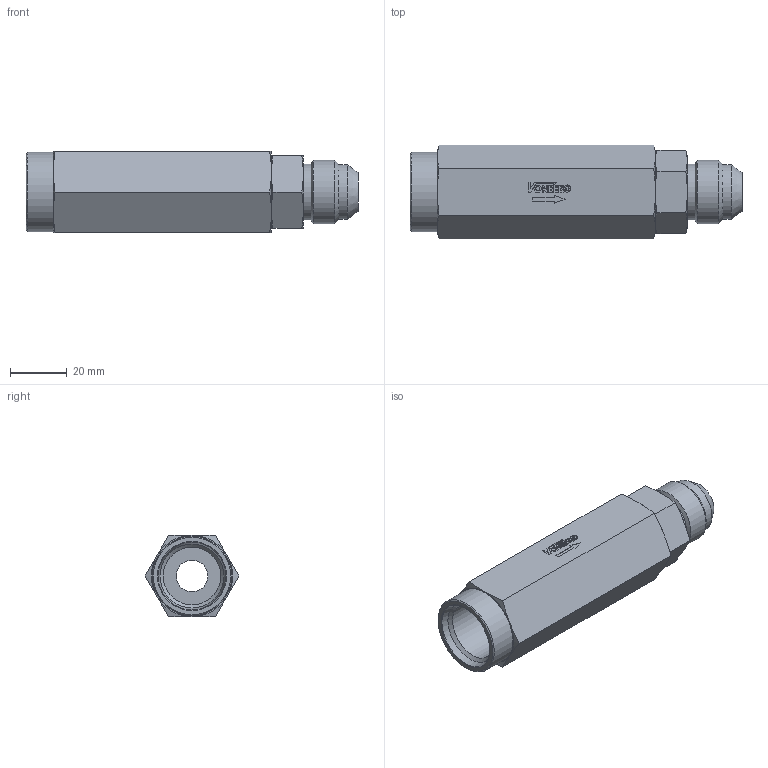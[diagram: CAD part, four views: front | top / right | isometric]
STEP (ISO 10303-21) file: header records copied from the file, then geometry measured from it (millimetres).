
FILE_DESCRIPTION((''),'2;1');
FILE_NAME('10412-210.stp','2015-01-02T15:05:31',('jml'),(''),'Autodesk Inventor 2010','Autodesk Inventor 2010','');
FILE_SCHEMA(('AUTOMOTIVE_DESIGN { 1 0 10303 214 1 1 1 1 }'));
Length unit declared in the file: inch
Products named in the file (3): 10412-210; 320123; 990139
Assembly tree (2 placements, depth 2):
  10412-210
    320123
    990139
Bounding box: 116.84 x 33 x 28.57 mm (x, y, z)
Volume: 53265.1 mm3; surface area: 19986.2 mm2
Topology: 3 solids, 3 shells, 168 faces, 397 edges, 253 vertices
Faces by surface type: plane 106, cone 34, cylinder 25, torus 3
Full cylindrical faces by diameter (mm): 1.392 x1, 11.1 x1, 12.294 x1, 19.355 x1, 19.685 x2, 20.269 x2, 22.225 x2, 27.94 x1
Entity records: 4711 total; most frequent: CARTESIAN_POINT 890, DIRECTION 756, ORIENTED_EDGE 742, EDGE_CURVE 371, AXIS2_PLACEMENT_3D 260, VERTEX_POINT 250, VECTOR 236, LINE 236
